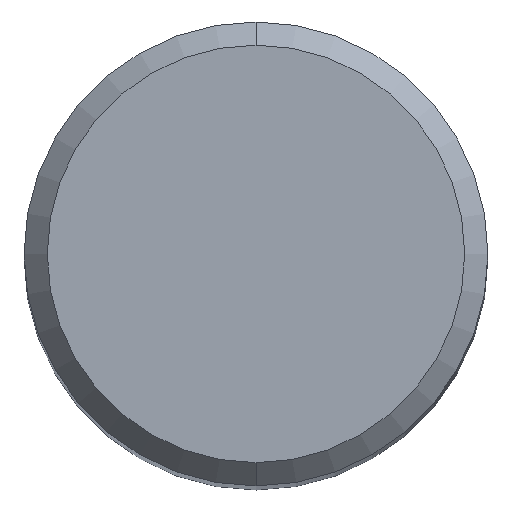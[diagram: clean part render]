
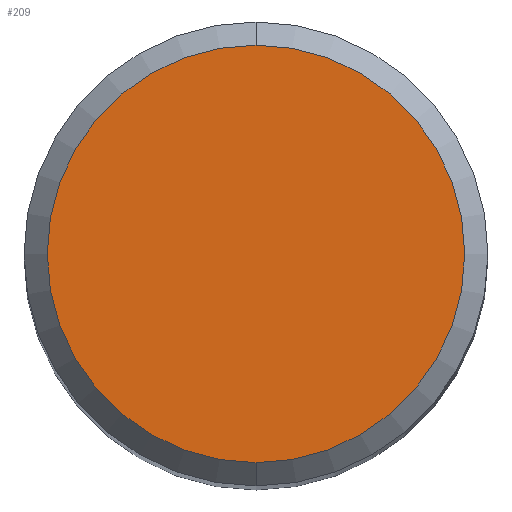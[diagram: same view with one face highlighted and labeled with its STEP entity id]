
A CAD part, top view. The second image highlights one B-rep face of the part: STEP entity #209.
In plain terms, the highlighted planar face has unit normal (0, 0, 1).
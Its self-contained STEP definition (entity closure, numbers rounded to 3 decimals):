
#187=EDGE_CURVE('',#217,#419,#478,.T.);
#209=ADVANCED_FACE('',(#505),#506,.T.);
#217=VERTEX_POINT('',#515);
#401=EDGE_CURVE('',#419,#217,#716,.T.);
#419=VERTEX_POINT('',#737);
#478=CIRCLE('',#826,3.6);
#505=FACE_OUTER_BOUND('',#858,.T.);
#506=PLANE('',#859);
#515=CARTESIAN_POINT('',(0.,-3.6,0.0));
#716=CIRCLE('',#1329,3.6);
#737=CARTESIAN_POINT('',(0.0,3.6,0.0));
#826=AXIS2_PLACEMENT_3D('',#1400,#1401,#1402);
#858=EDGE_LOOP('',(#1462,#1463));
#859=AXIS2_PLACEMENT_3D('',#1464,#1465,#1466);
#1329=AXIS2_PLACEMENT_3D('',#1682,#1683,#1684);
#1400=CARTESIAN_POINT('',(0.0,0.0,0.0));
#1401=DIRECTION('',(0.0,0.0,-1.0));
#1402=DIRECTION('',(0.0,1.0,0.0));
#1462=ORIENTED_EDGE('',*,*,#401,.F.);
#1463=ORIENTED_EDGE('',*,*,#187,.F.);
#1464=CARTESIAN_POINT('',(0.0,1.8,0.0));
#1465=DIRECTION('',(-0.0,0.0,1.0));
#1466=DIRECTION('',(0.0,-1.0,0.0));
#1682=CARTESIAN_POINT('',(0.0,0.0,0.0));
#1683=DIRECTION('',(0.0,0.0,-1.0));
#1684=DIRECTION('',(0.0,1.0,0.0));
